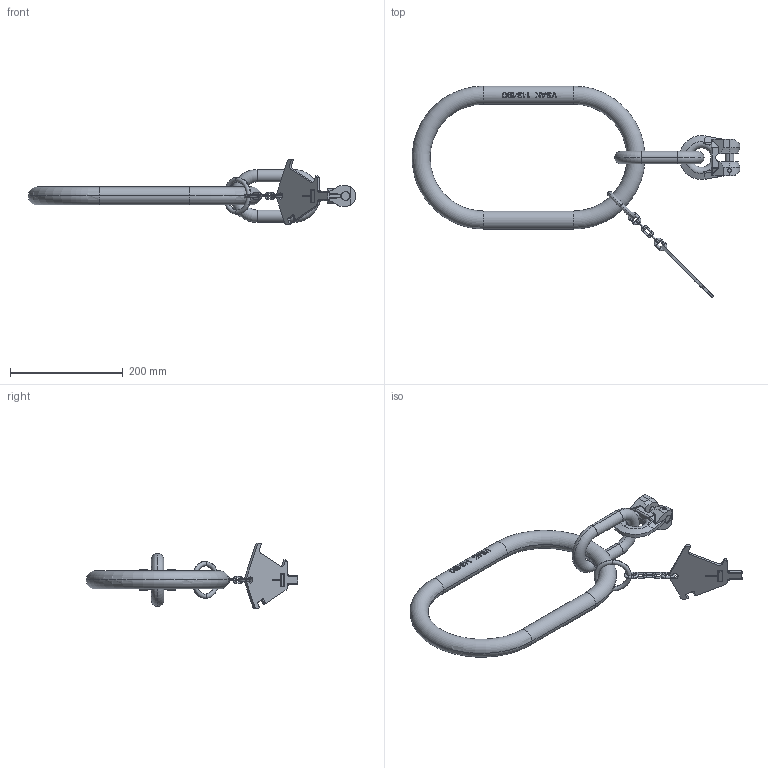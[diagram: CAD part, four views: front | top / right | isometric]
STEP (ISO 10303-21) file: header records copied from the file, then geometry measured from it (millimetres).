
FILE_DESCRIPTION((''),'2;1');
FILE_NAME('001-M31566-P-12_ASM','2004-10-20T',('Haas'),(''),'PRO/ENGINEER BY PARAMETRIC TECHNOLOGY CORPORATION, 2003450','PRO/ENGINEER BY PARAMETRIC TECHNOLOGY CORPORATION, 2003450','');
FILE_SCHEMA(('CONFIG_CONTROL_DESIGN'));
Length unit declared in the file: millimetre
Products named in the file (10): 001-M31566-P-12_AF0; 001-M31132-P-4; 001-M31492-P-1; 001-M31128-V03; 001-M31558-P-1; 001-M31129-P-1; 001-M31130-001; 001-M31130-003_ASM; 001-M31558-P-1_ASM; 001-M31566-P-12_ASM
Assembly tree (12 placements, depth 4):
  001-M31566-P-12_ASM
    001-M31566-P-12_AF0
    001-M31132-P-4
    001-M31492-P-1
    001-M31128-V03
    001-M31558-P-1_ASM
      001-M31558-P-1
      001-M31129-P-1  x2
      001-M31130-003_ASM
        001-M31130-001  x3
Bounding box: 582.27 x 376.26 x 116.81 mm (x, y, z)
Volume: 1113405.4 mm3; surface area: 173122.8 mm2
Topology: 10 solids, 10 shells, 554 faces, 1473 edges, 945 vertices
Faces by surface type: plane 394, cylinder 106, torus 36, bspline 12, sphere 4, cone 2
Entity records: 17485 total; most frequent: CARTESIAN_POINT 4430, ORIENTED_EDGE 2838, DIRECTION 2419, EDGE_CURVE 1419, VECTOR 935, LINE 935, VERTEX_POINT 917, AXIS2_PLACEMENT_3D 742
